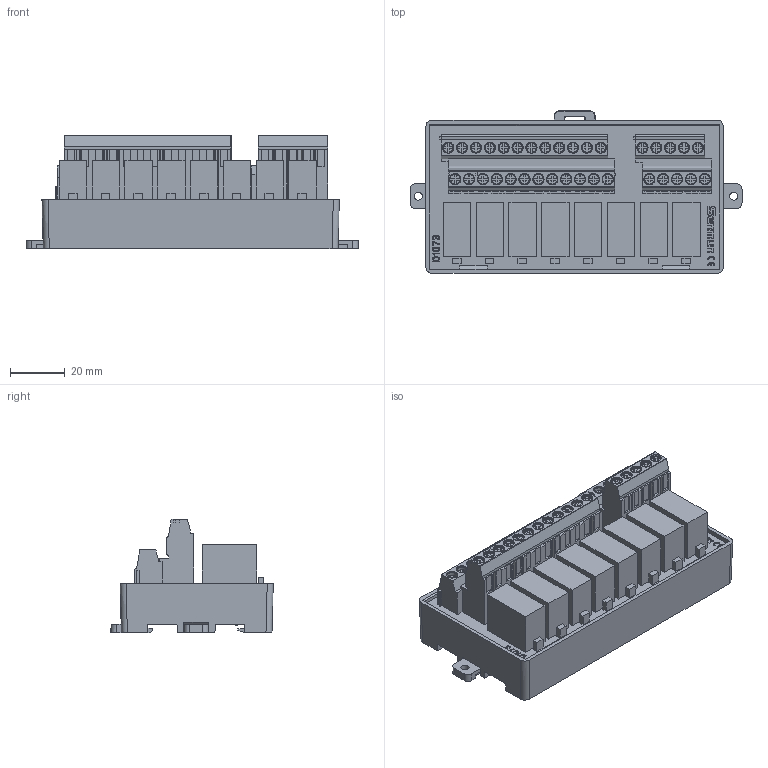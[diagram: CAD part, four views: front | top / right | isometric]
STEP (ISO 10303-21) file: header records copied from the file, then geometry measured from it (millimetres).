
FILE_DESCRIPTION(/* description */ (''),/* implementation_level */ '2;1');
FILE_NAME(/* name */ 'D1073-E.stp',/* time_stamp */ '2024-08-16T08:32:25+08:00',/* author */ (''),/* organization */ (''),/* preprocessor_version */ 'ST-DEVELOPER v14',/* originating_system */ 'SIEMENS PLM Software NX 8.0',/* authorisation */ '');
FILE_SCHEMA (('AUTOMOTIVE_DESIGN { 1 0 10303 214 3 1 1 1 }'));
Length unit declared in the file: millimetre
Products named in the file (1): Admi12A04B78abaz
Bounding box: 121.6 x 59.51 x 41.5 mm (x, y, z)
Volume: 146151.8 mm3; surface area: 37364.8 mm2
Topology: 3 solids, 3 shells, 1592 faces, 4187 edges, 2748 vertices
Faces by surface type: plane 1210, cylinder 166, torus 116, cone 86, extrusion 12, bspline 2
Full cylindrical faces by diameter (mm): 3 x2, 4.1 x20, 4.13 x20
Entity records: 51570 total; most frequent: CARTESIAN_POINT 11948, ORIENTED_EDGE 8190, DIRECTION 7348, EDGE_CURVE 4095, VECTOR 3142, LINE 3130, VERTEX_POINT 2720, AXIS2_PLACEMENT_3D 2103
